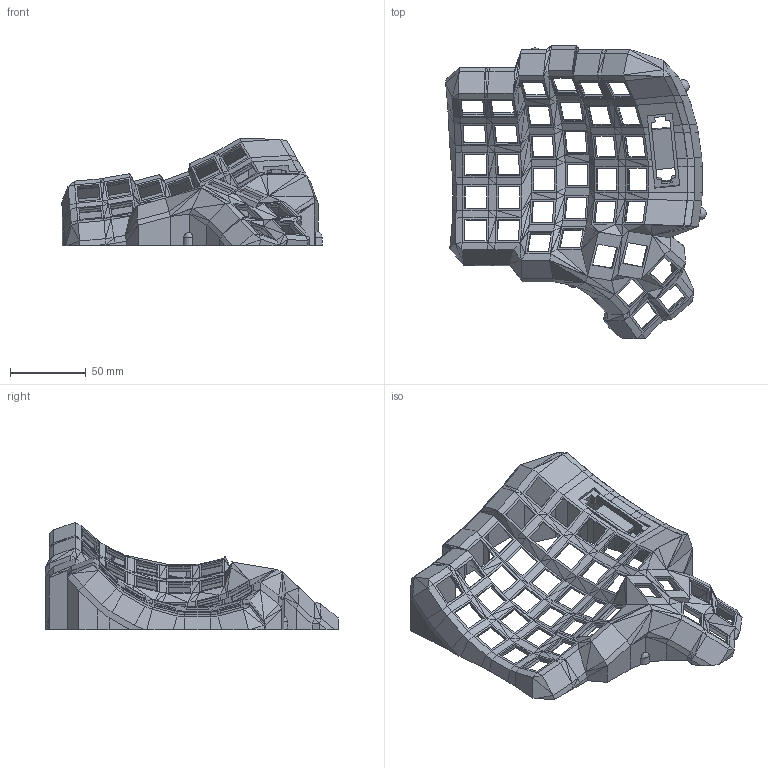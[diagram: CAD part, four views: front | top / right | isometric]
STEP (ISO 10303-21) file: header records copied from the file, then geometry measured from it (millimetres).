
FILE_DESCRIPTION(('Open CASCADE Model'),'2;1');
FILE_NAME('Open CASCADE Shape Model','2021-06-29T22:30:27',('Author'),( 'Open CASCADE'),'Open CASCADE STEP processor 7.4','Open CASCADE 7.4' ,'Unknown');
FILE_SCHEMA(('AUTOMOTIVE_DESIGN { 1 0 10303 214 1 1 1 1 }'));
Products named in the file (1): Open CASCADE STEP translator 7.4 20
Bounding box: 172.16 x 194.02 x 70.79 mm (x, y, z)
Volume: 147717 mm3; surface area: 89339.7 mm2
Topology: 1 solids, 1 shells, 1393 faces, 3006 edges, 1614 vertices
Faces by surface type: plane 1368, cone 13, sphere 12
Entity records: 75775 total; most frequent: CARTESIAN_POINT 13355, DIRECTION 11751, LINE 8879, VECTOR 8879, ORIENTED_EDGE 6002, PCURVE 6002, DEFINITIONAL_REPRESENTATION 6002, EDGE_CURVE 3001
